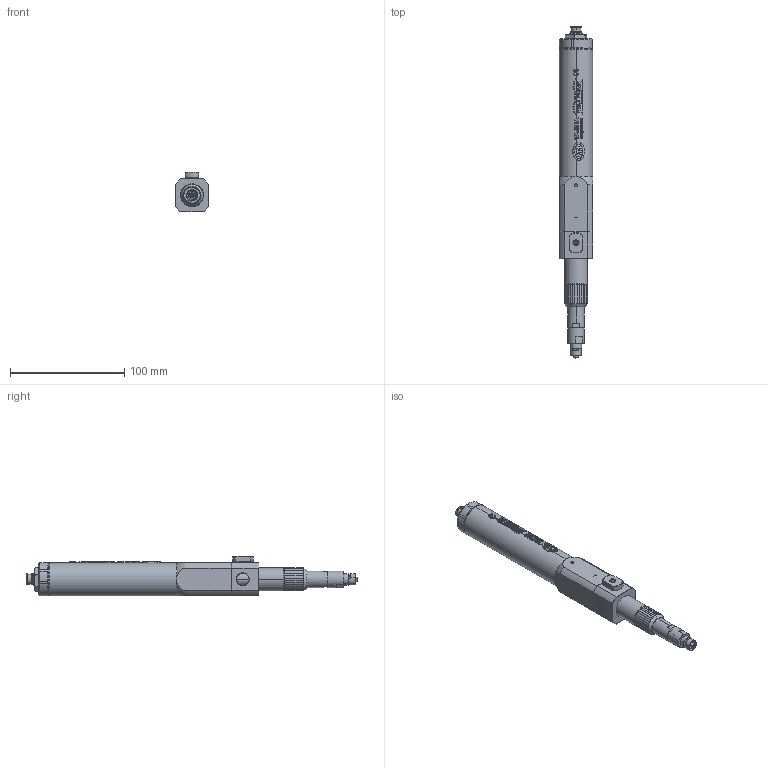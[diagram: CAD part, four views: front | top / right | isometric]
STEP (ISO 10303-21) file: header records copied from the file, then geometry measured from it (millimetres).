
FILE_DESCRIPTION (( 'STEP AP203' ), '1' );
FILE_NAME ('PCP-150-LAS.STEP', '2024-09-27T12:35:17', ( '' ), ( '' ), 'SwSTEP 2.0', 'SolidWorks 2021', '' );
FILE_SCHEMA (( 'CONFIG_CONTROL_DESIGN' ));
Length unit declared in the file: millimetre
Products named in the file (4): PCP-150-LAS; PCP-150; A06-CHAMBER_T02; LUER STD(PCP-150)
Assembly tree (3 placements, depth 2):
  PCP-150-LAS
    PCP-150
    A06-CHAMBER_T02
    LUER STD(PCP-150)
Bounding box: 29 x 291 x 34.8 mm (x, y, z)
Volume: 160807.5 mm3; surface area: 32246.8 mm2
Topology: 5 solids, 5 shells, 890 faces, 2301 edges, 1497 vertices
Faces by surface type: plane 360, bspline 220, cylinder 187, cone 115, torus 8
Entity records: 55179 total; most frequent: CARTESIAN_POINT 34837, ORIENTED_EDGE 4594, DIRECTION 3392, EDGE_CURVE 2297, VERTEX_POINT 1497, AXIS2_PLACEMENT_3D 1203, LINE 986, VECTOR 986
